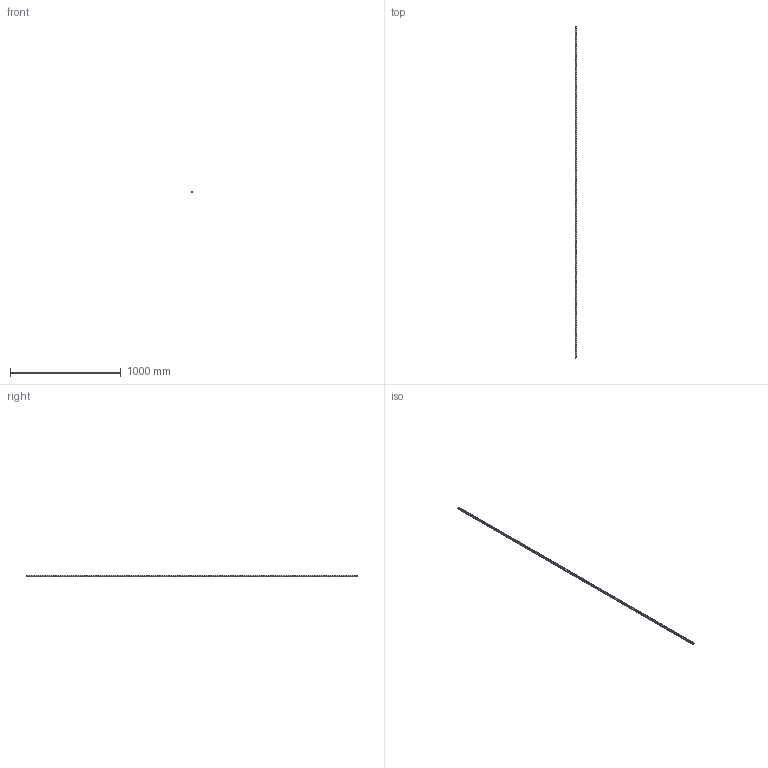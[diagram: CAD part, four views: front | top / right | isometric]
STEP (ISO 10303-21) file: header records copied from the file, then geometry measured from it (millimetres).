
FILE_DESCRIPTION (( 'STEP AP203' ), '1' );
FILE_NAME ('6940.step', '2015-09-17T15:51:48', ( '' ), ( '' ), 'SwSTEP 2.0', 'SolidWorks 2015', '' );
FILE_SCHEMA (( 'CONFIG_CONTROL_DESIGN' ));
Products named in the file (1): 6940
Bounding box: 17.3 x 3000 x 17.3 mm (x, y, z)
Volume: 142632 mm3; surface area: 290290.2 mm2
Topology: 1 solids, 1 shells, 125 faces, 360 edges, 240 vertices
Faces by surface type: plane 68, bspline 57
Entity records: 116937 total; most frequent: CARTESIAN_POINT 114112, ORIENTED_EDGE 720, EDGE_CURVE 360, DIRECTION 319, VERTEX_POINT 240, VECTOR 181, LINE 181, B_SPLINE_CURVE_WITH_KNOTS 173
